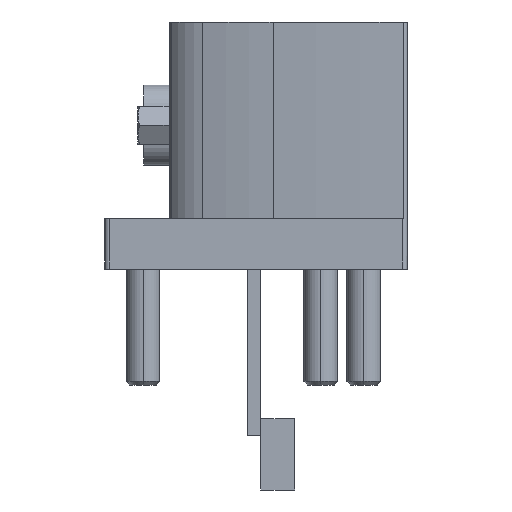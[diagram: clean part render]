
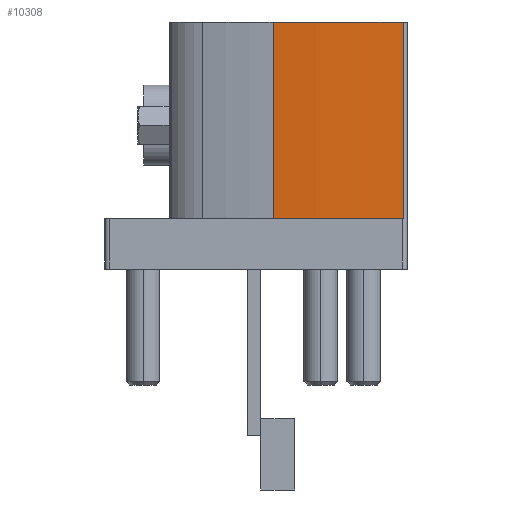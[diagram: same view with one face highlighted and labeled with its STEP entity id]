
A CAD part, left-side view. The second image highlights one B-rep face of the part: STEP entity #10308.
In plain terms, the highlighted cylindrical face has radius 150 mm (diameter 300 mm), a partial arc.
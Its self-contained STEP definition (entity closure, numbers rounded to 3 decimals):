
#141 = CARTESIAN_POINT ( 'NONE',  ( 0.881, 15.83, 29.2 ) ) ;
#317 = CIRCLE ( 'NONE', #13426, 150. ) ;
#399 = EDGE_CURVE ( 'NONE', #6886, #7809, #3471, .T. ) ;
#478 = EDGE_CURVE ( 'NONE', #2023, #6886, #317, .T. ) ;
#1178 = LINE ( 'NONE', #141, #7537 ) ;
#1758 = DIRECTION ( 'NONE',  ( 0., 0., 1. ) ) ;
#2023 = VERTEX_POINT ( 'NONE', #8880 ) ;
#2243 = CARTESIAN_POINT ( 'NONE',  ( 0.002, 0.451, 29.2 ) ) ;
#2445 = CARTESIAN_POINT ( 'NONE',  ( 0.002, 0.451, 17.6 ) ) ;
#2676 = EDGE_CURVE ( 'NONE', #2023, #12095, #1178, .T. ) ;
#2739 = CYLINDRICAL_SURFACE ( 'NONE', #10544, 150. ) ;
#2764 = DIRECTION ( 'NONE',  ( 1., 0., 0. ) ) ;
#2797 = DIRECTION ( 'NONE',  ( 1., 0., 0. ) ) ;
#3399 = ORIENTED_EDGE ( 'NONE', *, *, #399, .F. ) ;
#3471 = LINE ( 'NONE', #2445, #8074 ) ;
#3559 = CARTESIAN_POINT ( 'NONE',  ( 0.002, 0.451, 6. ) ) ;
#3935 = EDGE_CURVE ( 'NONE', #12095, #7809, #13138, .T. ) ;
#4004 = AXIS2_PLACEMENT_3D ( 'NONE', #11418, #1758, #2797 ) ;
#4378 = DIRECTION ( 'NONE',  ( 0., 0., -1. ) ) ;
#4799 = ORIENTED_EDGE ( 'NONE', *, *, #3935, .T. ) ;
#5801 = DIRECTION ( 'NONE',  ( 0.998, -0.057, 0. ) ) ;
#6886 = VERTEX_POINT ( 'NONE', #2243 ) ;
#6911 = CARTESIAN_POINT ( 'NONE',  ( 150., -0.4, 29.2 ) ) ;
#7537 = VECTOR ( 'NONE', #4378, 1000. ) ;
#7809 = VERTEX_POINT ( 'NONE', #3559 ) ;
#8074 = VECTOR ( 'NONE', #8954, 1000. ) ;
#8880 = CARTESIAN_POINT ( 'NONE',  ( 0.881, 15.83, 29.2 ) ) ;
#8888 = CARTESIAN_POINT ( 'NONE',  ( 150., -0.4, 29.2 ) ) ;
#8952 = DIRECTION ( 'NONE',  ( 0., 0., 1. ) ) ;
#8954 = DIRECTION ( 'NONE',  ( 0., 0., -1. ) ) ;
#9071 = ORIENTED_EDGE ( 'NONE', *, *, #2676, .T. ) ;
#9125 = DIRECTION ( 'NONE',  ( 0., 0., -1. ) ) ;
#10308 = ADVANCED_FACE ( 'NONE', ( #12405 ), #2739, .T. ) ;
#10544 = AXIS2_PLACEMENT_3D ( 'NONE', #6911, #9125, #5801 ) ;
#10629 = CARTESIAN_POINT ( 'NONE',  ( 0.881, 15.83, 6. ) ) ;
#11418 = CARTESIAN_POINT ( 'NONE',  ( 150., -0.4, 6. ) ) ;
#11754 = ORIENTED_EDGE ( 'NONE', *, *, #478, .F. ) ;
#12095 = VERTEX_POINT ( 'NONE', #10629 ) ;
#12405 = FACE_OUTER_BOUND ( 'NONE', #12734, .T. ) ;
#12734 = EDGE_LOOP ( 'NONE', ( #11754, #9071, #4799, #3399 ) ) ;
#13138 = CIRCLE ( 'NONE', #4004, 150. ) ;
#13426 = AXIS2_PLACEMENT_3D ( 'NONE', #8888, #8952, #2764 ) ;
